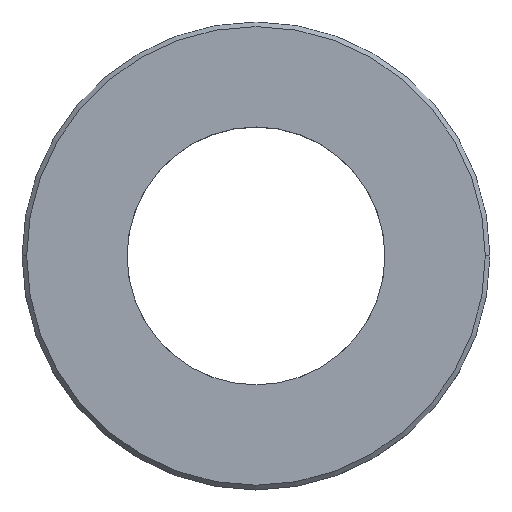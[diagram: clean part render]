
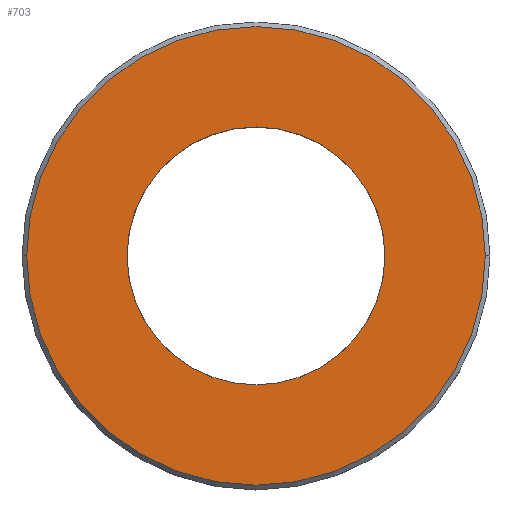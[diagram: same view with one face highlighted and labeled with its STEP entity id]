
A CAD part, top view. The second image highlights one B-rep face of the part: STEP entity #703.
In plain terms, the highlighted planar face has unit normal (0, 0, 1).
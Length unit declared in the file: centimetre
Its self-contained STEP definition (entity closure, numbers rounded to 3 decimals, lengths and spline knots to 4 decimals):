
#117 = DIRECTION ( 'NONE',  ( 1., 0., 0. ) ) ;
#118 = DIRECTION ( 'NONE',  ( 0., 0., 1. ) ) ;
#119 = CARTESIAN_POINT ( 'NONE',  ( -0.3458, 0.5763, 0.475 ) ) ;
#162 = DIRECTION ( 'NONE',  ( 1., 0., 0. ) ) ;
#163 = DIRECTION ( 'NONE',  ( 0., 0., 1. ) ) ;
#173 = CARTESIAN_POINT ( 'NONE',  ( -0.3458, 0.5763, 0.475 ) ) ;
#180 = DIRECTION ( 'NONE',  ( 1., 0., 0. ) ) ;
#181 = DIRECTION ( 'NONE',  ( 0., 0., 1. ) ) ;
#182 = CARTESIAN_POINT ( 'NONE',  ( -0.3458, 0.5763, 0.475 ) ) ;
#244 = DIRECTION ( 'NONE',  ( 1., 0., 0. ) ) ;
#245 = DIRECTION ( 'NONE',  ( 0., 0., 1. ) ) ;
#246 = CARTESIAN_POINT ( 'NONE',  ( -0.3458, 0.5763, 0.475 ) ) ;
#247 = PLANE ( 'NONE',  #988 ) ;
#291 = DIRECTION ( 'NONE',  ( 1., 0., 0. ) ) ;
#292 = DIRECTION ( 'NONE',  ( 0., 0., 1. ) ) ;
#293 = CARTESIAN_POINT ( 'NONE',  ( -0.3458, 0.5763, 0.475 ) ) ;
#362 = CARTESIAN_POINT ( 'NONE',  ( 2.1442, 0.5763, 0.475 ) ) ;
#365 = CARTESIAN_POINT ( 'NONE',  ( -1.7458, 0.5763, 0.475 ) ) ;
#366 = CARTESIAN_POINT ( 'NONE',  ( 1.0542, 0.5763, 0.475 ) ) ;
#367 = CARTESIAN_POINT ( 'NONE',  ( -2.8358, 0.5763, 0.475 ) ) ;
#497 = VERTEX_POINT ( 'NONE', #367 ) ;
#498 = VERTEX_POINT ( 'NONE', #366 ) ;
#499 = VERTEX_POINT ( 'NONE', #365 ) ;
#502 = VERTEX_POINT ( 'NONE', #362 ) ;
#565 = ORIENTED_EDGE ( 'NONE', *, *, #724, .T. ) ;
#566 = ORIENTED_EDGE ( 'NONE', *, *, #730, .F. ) ;
#568 = ORIENTED_EDGE ( 'NONE', *, *, #689, .F. ) ;
#574 = ORIENTED_EDGE ( 'NONE', *, *, #745, .T. ) ;
#635 = EDGE_LOOP ( 'NONE', ( #568, #566 ) ) ;
#638 = EDGE_LOOP ( 'NONE', ( #565, #574 ) ) ;
#689 = EDGE_CURVE ( 'NONE', #499, #498, #846, .T. ) ;
#703 = ADVANCED_FACE ( 'NONE', ( #982, #986 ), #247, .T. ) ;
#724 = EDGE_CURVE ( 'NONE', #497, #502, #807, .T. ) ;
#730 = EDGE_CURVE ( 'NONE', #498, #499, #804, .T. ) ;
#745 = EDGE_CURVE ( 'NONE', #502, #497, #797, .T. ) ;
#797 = CIRCLE ( 'NONE', #955, 2.49 ) ;
#804 = CIRCLE ( 'NONE', #932, 1.4 ) ;
#807 = CIRCLE ( 'NONE', #864, 2.49 ) ;
#846 = CIRCLE ( 'NONE', #1013, 1.4 ) ;
#864 = AXIS2_PLACEMENT_3D ( 'NONE', #182, #181, #180 ) ;
#932 = AXIS2_PLACEMENT_3D ( 'NONE', #173, #163, #162 ) ;
#955 = AXIS2_PLACEMENT_3D ( 'NONE', #119, #118, #117 ) ;
#982 = FACE_OUTER_BOUND ( 'NONE', #638, .T. ) ;
#986 = FACE_BOUND ( 'NONE', #635, .T. ) ;
#988 = AXIS2_PLACEMENT_3D ( 'NONE', #246, #245, #244 ) ;
#1013 = AXIS2_PLACEMENT_3D ( 'NONE', #293, #292, #291 ) ;
